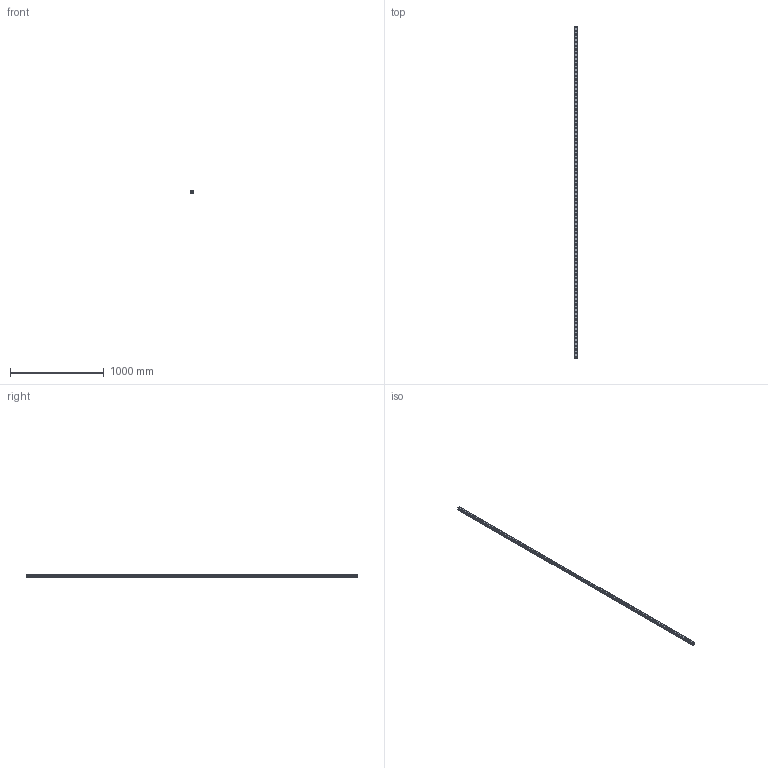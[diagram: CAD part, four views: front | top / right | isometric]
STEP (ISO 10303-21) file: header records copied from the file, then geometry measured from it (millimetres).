
FILE_DESCRIPTION(('STEP AP214'),'1');
FILE_NAME('cctmp_25B405D5-A3B3-49D4-BCEA-262A77621DC6_2021_03_11_12_01_14_0121..stp','2021-03-11T11:01:14',('HIWIN GmbH'),('CADClick - www.CADClick.com'),'Spatial InterOp 3D',' ','unknown authorization');
FILE_SCHEMA(('AUTOMOTIVE_DESIGN'));
Length unit declared in the file: millimetre
Products named in the file (1): RGR30R3540H_FILE
Bounding box: 28 x 3540 x 28 mm (x, y, z)
Volume: 2030138.3 mm3; surface area: 525367 mm2
Topology: 1 solids, 1 shells, 916 faces, 1929 edges, 1286 vertices
Faces by surface type: cylinder 552, plane 364
Entity records: 32409 total; most frequent: DIRECTION 4867, CARTESIAN_POINT 4132, ORIENTED_EDGE 3858, AXIS2_PLACEMENT_3D 2021, EDGE_CURVE 1929, VERTEX_POINT 1286, EDGE_LOOP 1187, CIRCLE 1104
